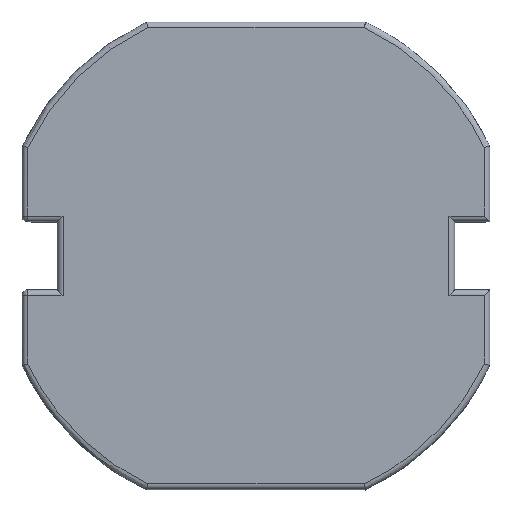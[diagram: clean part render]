
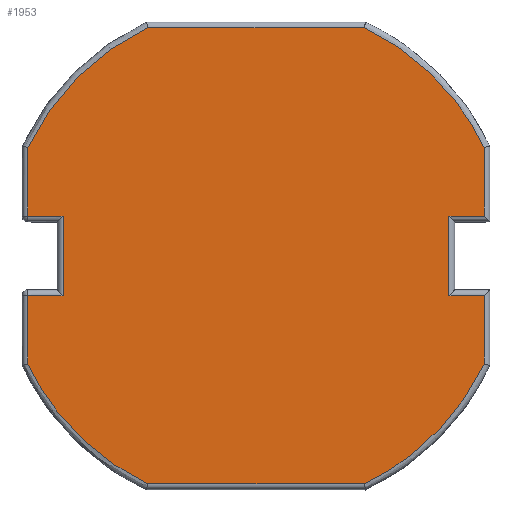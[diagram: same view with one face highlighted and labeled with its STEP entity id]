
A CAD part, top view. The second image highlights one B-rep face of the part: STEP entity #1953.
In plain terms, the highlighted planar face has unit normal (0, 0, 1).
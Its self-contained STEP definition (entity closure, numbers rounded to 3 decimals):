
#31=PLANE('',#2110);
#85=LINE('',#3226,#223);
#87=LINE('',#3325,#225);
#95=LINE('',#3480,#233);
#98=LINE('',#3547,#236);
#101=LINE('',#3568,#239);
#109=LINE('',#3613,#247);
#112=LINE('',#3619,#250);
#114=LINE('',#3653,#252);
#116=LINE('',#3750,#254);
#122=LINE('',#3795,#260);
#124=LINE('',#3862,#262);
#128=LINE('',#3902,#266);
#223=VECTOR('',#2227,10.);
#225=VECTOR('',#2233,10.);
#233=VECTOR('',#2267,10.);
#236=VECTOR('',#2272,10.);
#239=VECTOR('',#2281,10.);
#247=VECTOR('',#2321,10.);
#250=VECTOR('',#2326,10.);
#252=VECTOR('',#2336,10.);
#254=VECTOR('',#2340,10.);
#260=VECTOR('',#2354,10.);
#262=VECTOR('',#2360,10.);
#266=VECTOR('',#2370,10.);
#469=FACE_OUTER_BOUND('',#588,.T.);
#588=EDGE_LOOP('',(#1478,#1479,#1480,#1481,#1482,#1483,#1484,#1485,#1486,
#1487,#1488,#1489,#1490,#1491,#1492,#1493));
#678=CIRCLE('',#2086,4.4);
#730=B_SPLINE_CURVE_WITH_KNOTS('',3,(#3283,#3284,#3285,#3286),
 .UNSPECIFIED.,.F.,.F.,(4,4),(-0.355,-0.054),
 .UNSPECIFIED.);
#734=B_SPLINE_CURVE_WITH_KNOTS('',3,(#3386,#3387,#3388,#3389),
 .UNSPECIFIED.,.F.,.F.,(4,4),(-0.356,-0.054),
 .UNSPECIFIED.);
#747=B_SPLINE_CURVE_WITH_KNOTS('',3,(#3711,#3712,#3713,#3714),
 .UNSPECIFIED.,.F.,.F.,(4,4),(-0.356,-0.054),
 .UNSPECIFIED.);
#813=VERTEX_POINT('',#3224);
#814=VERTEX_POINT('',#3225);
#817=VERTEX_POINT('',#3282);
#819=VERTEX_POINT('',#3324);
#823=VERTEX_POINT('',#3385);
#831=VERTEX_POINT('',#3471);
#836=VERTEX_POINT('',#3546);
#839=VERTEX_POINT('',#3567);
#844=VERTEX_POINT('',#3591);
#850=VERTEX_POINT('',#3618);
#852=VERTEX_POINT('',#3635);
#854=VERTEX_POINT('',#3652);
#856=VERTEX_POINT('',#3710);
#858=VERTEX_POINT('',#3749);
#862=VERTEX_POINT('',#3794);
#866=VERTEX_POINT('',#3861);
#988=EDGE_CURVE('',#813,#814,#85,.T.);
#992=EDGE_CURVE('',#814,#817,#730,.T.);
#995=EDGE_CURVE('',#817,#819,#87,.T.);
#1001=EDGE_CURVE('',#819,#823,#734,.T.);
#1015=EDGE_CURVE('',#823,#831,#95,.T.);
#1021=EDGE_CURVE('',#831,#836,#98,.T.);
#1026=EDGE_CURVE('',#836,#839,#101,.T.);
#1044=EDGE_CURVE('',#839,#844,#109,.T.);
#1047=EDGE_CURVE('',#844,#850,#112,.T.);
#1050=EDGE_CURVE('',#850,#852,#678,.T.);
#1053=EDGE_CURVE('',#852,#854,#114,.T.);
#1056=EDGE_CURVE('',#854,#856,#747,.T.);
#1059=EDGE_CURVE('',#856,#858,#116,.T.);
#1067=EDGE_CURVE('',#858,#862,#122,.T.);
#1073=EDGE_CURVE('',#862,#866,#124,.T.);
#1079=EDGE_CURVE('',#866,#813,#128,.T.);
#1478=ORIENTED_EDGE('',*,*,#988,.F.);
#1479=ORIENTED_EDGE('',*,*,#1079,.F.);
#1480=ORIENTED_EDGE('',*,*,#1073,.F.);
#1481=ORIENTED_EDGE('',*,*,#1067,.F.);
#1482=ORIENTED_EDGE('',*,*,#1059,.F.);
#1483=ORIENTED_EDGE('',*,*,#1056,.F.);
#1484=ORIENTED_EDGE('',*,*,#1053,.F.);
#1485=ORIENTED_EDGE('',*,*,#1050,.F.);
#1486=ORIENTED_EDGE('',*,*,#1047,.F.);
#1487=ORIENTED_EDGE('',*,*,#1044,.F.);
#1488=ORIENTED_EDGE('',*,*,#1026,.F.);
#1489=ORIENTED_EDGE('',*,*,#1021,.F.);
#1490=ORIENTED_EDGE('',*,*,#1015,.F.);
#1491=ORIENTED_EDGE('',*,*,#1001,.F.);
#1492=ORIENTED_EDGE('',*,*,#995,.F.);
#1493=ORIENTED_EDGE('',*,*,#992,.F.);
#1953=ADVANCED_FACE('',(#469),#31,.T.);
#2086=AXIS2_PLACEMENT_3D('',#3636,#2331,#2332);
#2110=AXIS2_PLACEMENT_3D('',#4012,#2411,#2412);
#2227=DIRECTION('',(0.,-1.,0.));
#2233=DIRECTION('',(-1.,0.,0.));
#2267=DIRECTION('',(0.,1.,0.));
#2272=DIRECTION('',(1.,0.,0.));
#2281=DIRECTION('',(0.,1.,0.));
#2321=DIRECTION('',(-1.,0.,0.));
#2326=DIRECTION('',(0.,1.,0.));
#2331=DIRECTION('center_axis',(0.,0.,-1.));
#2332=DIRECTION('ref_axis',(-0.707,0.707,0.));
#2336=DIRECTION('',(1.,0.,0.));
#2340=DIRECTION('',(0.,-1.,0.));
#2354=DIRECTION('',(-1.,0.,0.));
#2360=DIRECTION('',(0.,-1.,0.));
#2370=DIRECTION('',(1.,0.,0.));
#2411=DIRECTION('center_axis',(0.,0.,1.));
#2412=DIRECTION('ref_axis',(1.,0.,0.));
#3224=CARTESIAN_POINT('',(3.975,-0.693,4.));
#3225=CARTESIAN_POINT('',(3.975,-1.887,4.));
#3226=CARTESIAN_POINT('',(3.975,-0.955,4.));
#3282=CARTESIAN_POINT('',(1.887,-3.975,4.));
#3283=CARTESIAN_POINT('Ctrl Pts',(3.975,-1.887,4.));
#3284=CARTESIAN_POINT('Ctrl Pts',(3.547,-2.795,4.));
#3285=CARTESIAN_POINT('Ctrl Pts',(2.795,-3.547,4.));
#3286=CARTESIAN_POINT('Ctrl Pts',(1.887,-3.975,4.));
#3324=CARTESIAN_POINT('',(-1.887,-3.975,4.));
#3325=CARTESIAN_POINT('',(-0.955,-3.975,4.));
#3385=CARTESIAN_POINT('',(-3.975,-1.887,4.));
#3386=CARTESIAN_POINT('Ctrl Pts',(-1.887,-3.975,4.));
#3387=CARTESIAN_POINT('Ctrl Pts',(-2.795,-3.547,4.));
#3388=CARTESIAN_POINT('Ctrl Pts',(-3.547,-2.795,4.));
#3389=CARTESIAN_POINT('Ctrl Pts',(-3.975,-1.887,4.));
#3471=CARTESIAN_POINT('',(-3.975,-0.693,4.));
#3480=CARTESIAN_POINT('',(-3.975,-0.296,4.));
#3546=CARTESIAN_POINT('',(-3.364,-0.693,4.));
#3547=CARTESIAN_POINT('',(-1.732,-0.693,4.));
#3567=CARTESIAN_POINT('',(-3.364,0.692,4.));
#3568=CARTESIAN_POINT('',(-3.364,0.296,4.));
#3591=CARTESIAN_POINT('',(-3.975,0.692,4.));
#3613=CARTESIAN_POINT('',(-2.037,0.692,4.));
#3618=CARTESIAN_POINT('',(-3.975,1.887,4.));
#3619=CARTESIAN_POINT('',(-3.975,0.955,4.));
#3635=CARTESIAN_POINT('',(-1.887,3.975,4.));
#3636=CARTESIAN_POINT('Origin',(0.,0.,
4.));
#3652=CARTESIAN_POINT('',(1.887,3.975,4.));
#3653=CARTESIAN_POINT('',(0.955,3.975,4.));
#3710=CARTESIAN_POINT('',(3.975,1.887,4.));
#3711=CARTESIAN_POINT('Ctrl Pts',(1.887,3.975,4.));
#3712=CARTESIAN_POINT('Ctrl Pts',(2.795,3.547,4.));
#3713=CARTESIAN_POINT('Ctrl Pts',(3.548,2.796,4.));
#3714=CARTESIAN_POINT('Ctrl Pts',(3.975,1.887,4.));
#3749=CARTESIAN_POINT('',(3.975,0.692,4.));
#3750=CARTESIAN_POINT('',(3.975,0.296,4.));
#3794=CARTESIAN_POINT('',(3.364,0.692,4.));
#3795=CARTESIAN_POINT('',(1.732,0.692,4.));
#3861=CARTESIAN_POINT('',(3.364,-0.693,4.));
#3862=CARTESIAN_POINT('',(3.364,-0.296,4.));
#3902=CARTESIAN_POINT('',(2.038,-0.693,4.));
#4012=CARTESIAN_POINT('Origin',(0.,0.,
4.));
